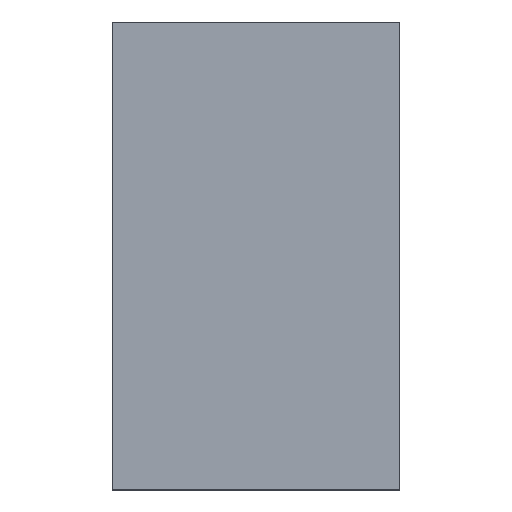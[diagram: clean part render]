
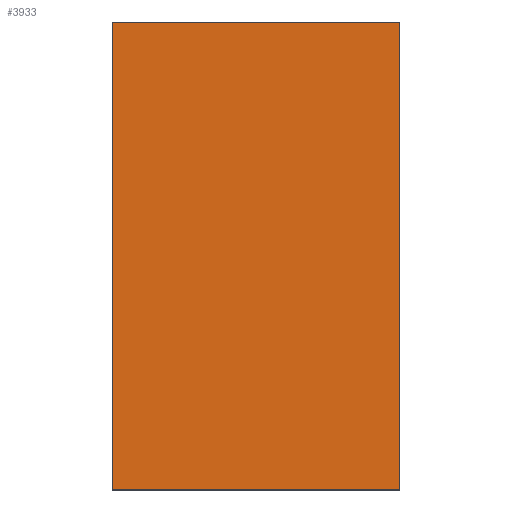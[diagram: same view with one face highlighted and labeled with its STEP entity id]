
A CAD part, top view. The second image highlights one B-rep face of the part: STEP entity #3933.
In plain terms, the highlighted planar face has unit normal (0, 0, 1).
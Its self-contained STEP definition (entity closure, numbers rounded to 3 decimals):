
#276=LINE('',#6566,#800);
#277=LINE('',#6569,#801);
#278=LINE('',#6571,#802);
#279=LINE('',#6573,#803);
#800=VECTOR('',#5467,1000.);
#801=VECTOR('',#5468,1000.);
#802=VECTOR('',#5469,1000.);
#803=VECTOR('',#5470,1000.);
#1455=ORIENTED_EDGE('',*,*,#2502,.F.);
#1456=ORIENTED_EDGE('',*,*,#2503,.F.);
#1457=ORIENTED_EDGE('',*,*,#2504,.F.);
#1458=ORIENTED_EDGE('',*,*,#2505,.F.);
#2502=EDGE_CURVE('',#3016,#3017,#276,.T.);
#2503=EDGE_CURVE('',#3018,#3016,#277,.T.);
#2504=EDGE_CURVE('',#3019,#3018,#278,.T.);
#2505=EDGE_CURVE('',#3017,#3019,#279,.T.);
#3016=VERTEX_POINT('',#6567);
#3017=VERTEX_POINT('',#6568);
#3018=VERTEX_POINT('',#6570);
#3019=VERTEX_POINT('',#6572);
#3359=EDGE_LOOP('',(#1455,#1456,#1457,#1458));
#3561=FACE_BOUND('',#3359,.T.);
#3750=PLANE('',#4920);
#3933=ADVANCED_FACE('',(#3561),#3750,.T.);
#4920=AXIS2_PLACEMENT_3D('',#6565,#5465,#5466);
#5465=DIRECTION('',(0.,0.,1.));
#5466=DIRECTION('',(1.,0.,0.));
#5467=DIRECTION('',(1.,0.,0.));
#5468=DIRECTION('',(0.,1.,0.));
#5469=DIRECTION('',(-1.,0.,0.));
#5470=DIRECTION('',(0.,-1.,0.));
#6565=CARTESIAN_POINT('',(622.57,-406.475,0.4));
#6566=CARTESIAN_POINT('',(622.17,-405.825,0.4));
#6567=CARTESIAN_POINT('',(622.17,-405.825,0.4));
#6568=CARTESIAN_POINT('',(622.97,-405.825,0.4));
#6569=CARTESIAN_POINT('',(622.17,-407.125,0.4));
#6570=CARTESIAN_POINT('',(622.17,-407.125,0.4));
#6571=CARTESIAN_POINT('',(622.97,-407.125,0.4));
#6572=CARTESIAN_POINT('',(622.97,-407.125,0.4));
#6573=CARTESIAN_POINT('',(622.97,-405.825,0.4));
